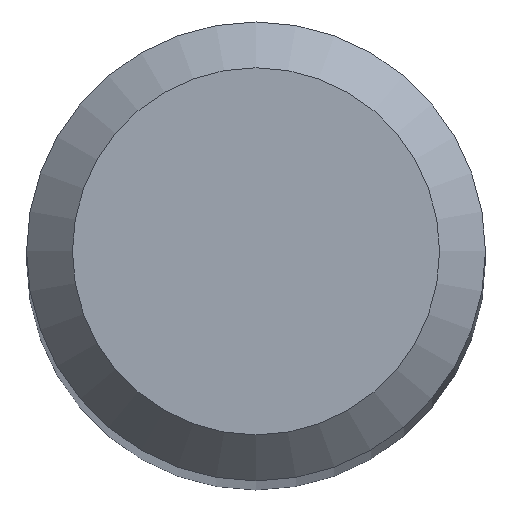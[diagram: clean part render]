
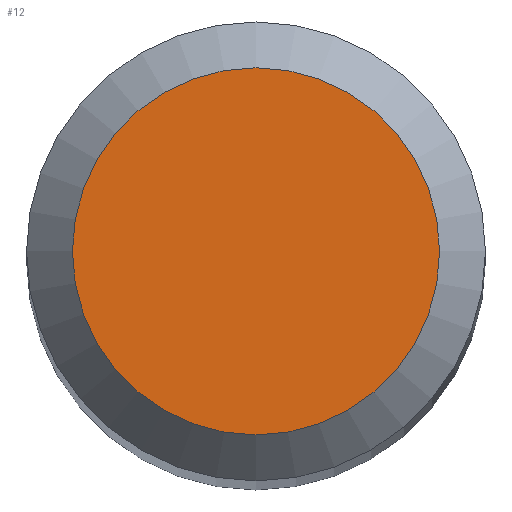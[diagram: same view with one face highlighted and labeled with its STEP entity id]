
A CAD part, top view. The second image highlights one B-rep face of the part: STEP entity #12.
In plain terms, the highlighted planar face has unit normal (0, 0, 1).
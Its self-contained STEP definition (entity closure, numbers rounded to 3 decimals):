
#9 = DIRECTION ( 'NONE',  ( 0., 0., -1. ) ) ;
#12 = ADVANCED_FACE ( 'NONE', ( #98 ), #82, .F. ) ;
#28 = CARTESIAN_POINT ( 'NONE',  ( 0., 1.2, 61. ) ) ;
#82 = PLANE ( 'NONE',  #201 ) ;
#91 = VERTEX_POINT ( 'NONE', #28 ) ;
#98 = FACE_OUTER_BOUND ( 'NONE', #120, .T. ) ;
#120 = EDGE_LOOP ( 'NONE', ( #161 ) ) ;
#161 = ORIENTED_EDGE ( 'NONE', *, *, #264, .F. ) ;
#169 = DIRECTION ( 'NONE',  ( 0., 1., 0. ) ) ;
#174 = CARTESIAN_POINT ( 'NONE',  ( 0., 0., 61. ) ) ;
#181 = CARTESIAN_POINT ( 'NONE',  ( 0., 0., 61. ) ) ;
#196 = CIRCLE ( 'NONE', #206, 1.2 ) ;
#201 = AXIS2_PLACEMENT_3D ( 'NONE', #181, #9, #169 ) ;
#206 = AXIS2_PLACEMENT_3D ( 'NONE', #174, #269, #240 ) ;
#240 = DIRECTION ( 'NONE',  ( 0., 1., 0. ) ) ;
#264 = EDGE_CURVE ( 'NONE', #91, #91, #196, .T. ) ;
#269 = DIRECTION ( 'NONE',  ( 0., 0., -1. ) ) ;
